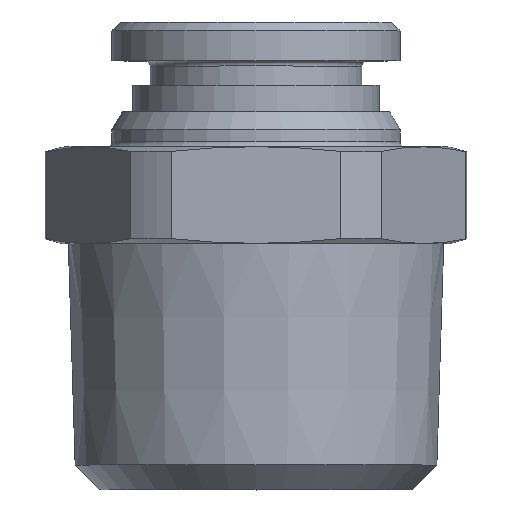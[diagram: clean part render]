
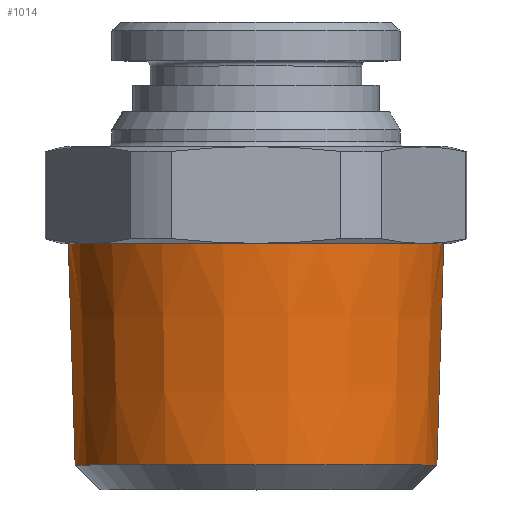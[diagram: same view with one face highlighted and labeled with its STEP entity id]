
A CAD part, top view. The second image highlights one B-rep face of the part: STEP entity #1014.
In plain terms, the highlighted conical face has half-angle 1.78 degrees and reference radius 10.485 mm.
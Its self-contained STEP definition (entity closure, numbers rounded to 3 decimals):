
#38=CARTESIAN_POINT('',(0.,0.,0.));
#39=DIRECTION('',(0.,-1.,0.));
#40=DIRECTION('',(1.,0.,0.));
#41=AXIS2_PLACEMENT_3D('',#38,#39,#40);
#78=DIRECTION('',(0.031,1.,0.));
#79=VECTOR('',#78,12.606);
#80=CARTESIAN_POINT('',(10.289,-12.6,0.));
#81=LINE('',#80,#79);
#82=CARTESIAN_POINT('',(0.,-12.6,0.));
#83=DIRECTION('',(0.,1.,0.));
#84=DIRECTION('',(-1.,0.,0.));
#85=AXIS2_PLACEMENT_3D('',#82,#83,#84);
#87=DIRECTION('',(-0.031,1.,0.));
#88=VECTOR('',#87,12.606);
#89=CARTESIAN_POINT('',(-10.289,-12.6,0.));
#90=LINE('',#89,#88);
#774=CARTESIAN_POINT('',(-10.289,-12.6,0.));
#775=CARTESIAN_POINT('',(10.289,-12.6,0.));
#776=VERTEX_POINT('',#774);
#777=VERTEX_POINT('',#775);
#778=CARTESIAN_POINT('',(10.68,0.,0.));
#779=VERTEX_POINT('',#778);
#780=CARTESIAN_POINT('',(-10.68,0.,0.));
#781=VERTEX_POINT('',#780);
#1000=CARTESIAN_POINT('',(0.,-6.3,0.));
#1001=DIRECTION('',(0.,1.,0.));
#1002=DIRECTION('',(1.,0.,0.));
#1003=AXIS2_PLACEMENT_3D('',#1000,#1001,#1002);
#1004=CONICAL_SURFACE('',#1003,10.484,1.78);
#1006=ORIENTED_EDGE('',*,*,#1005,.F.);
#1008=ORIENTED_EDGE('',*,*,#1007,.F.);
#1010=ORIENTED_EDGE('',*,*,#1009,.T.);
#1011=ORIENTED_EDGE('',*,*,#993,.F.);
#1012=EDGE_LOOP('',(#1006,#1008,#1010,#1011));
#1013=FACE_OUTER_BOUND('',#1012,.F.);
#1014=ADVANCED_FACE('',(#1013),#1004,.T.);
#42=CIRCLE('',#41,10.68);
#86=CIRCLE('',#85,10.289);
#993=EDGE_CURVE('',#779,#781,#42,.T.);
#1005=EDGE_CURVE('',#777,#779,#81,.T.);
#1007=EDGE_CURVE('',#776,#777,#86,.T.);
#1009=EDGE_CURVE('',#776,#781,#90,.T.);
